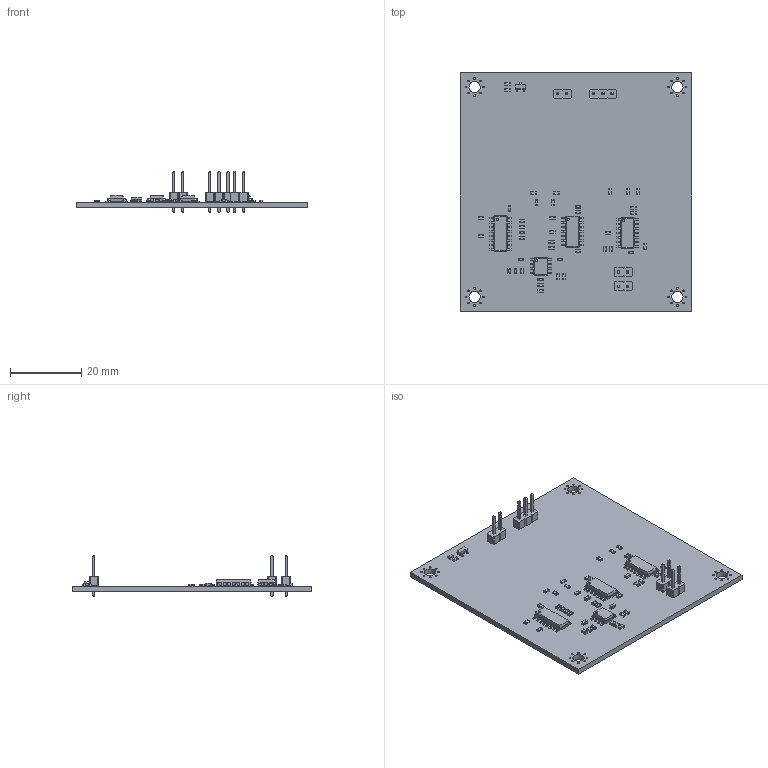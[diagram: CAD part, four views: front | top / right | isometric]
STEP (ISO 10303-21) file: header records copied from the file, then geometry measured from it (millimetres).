
FILE_DESCRIPTION(('KiCad electronic assembly'),'2;1');
FILE_NAME('LCR_meter.step','2024-09-22T20:46:01',('Pcbnew'),('Kicad'), 'Open CASCADE STEP processor 7.6','KiCad to STEP converter','Unknown' );
FILE_SCHEMA(('AUTOMOTIVE_DESIGN { 1 0 10303 214 1 1 1 1 }'));
Length unit declared in the file: millimetre
Products named in the file (18): LCR_meter 1; SOIC-8_3.9x4.9mm_P1.27mm; SOIC_8_39x49mm_P127mm; R_0603_1608Metric; SOIC-16_3.9x9.9mm_P1.27mm; SOIC_16_39x99mm_P127mm; C_0603_1608Metric; SOIC-14_3.9x8.7mm_P1.27mm; SOIC_14_39x87mm_P127mm; SOT-23; SOT_23; PinHeader_1x03_P2.54mm_Vertical; PinHeader_1x03_P254mm_Vertical; PinHeader_1x02_P2.54mm_Vertical; PinHeader_1x02_P254mm_Vertical; LCR_meter_PCB
Assembly tree (58 placements, depth 3):
  LCR_meter 1
    SOIC-8_3.9x4.9mm_P1.27mm
      SOIC_8_39x49mm_P127mm
    R_0603_1608Metric  x33
      R_0603_1608Metric
    SOIC-16_3.9x9.9mm_P1.27mm
      SOIC_16_39x99mm_P127mm
    C_0603_1608Metric  x7
      C_0603_1608Metric
    SOIC-14_3.9x8.7mm_P1.27mm  x2
      SOIC_14_39x87mm_P127mm
    SOT-23
      SOT_23
    PinHeader_1x03_P2.54mm_Vertical
      PinHeader_1x03_P254mm_Vertical
    PinHeader_1x02_P2.54mm_Vertical  x3
      PinHeader_1x02_P254mm_Vertical
    LCR_meter_PCB
Bounding box: 65 x 67 x 11.54 mm (x, y, z)
Volume: 7302.3 mm3; surface area: 10424.7 mm2
Topology: 50 solids, 50 shells, 2337 faces, 6053 edges, 3852 vertices
Faces by surface type: plane 1545, cylinder 617, bspline 175
Full cylindrical faces by diameter (mm): 0.5 x32, 0.6 x4, 1 x9, 3.2 x4
Entity records: 36748 total; most frequent: CARTESIAN_POINT 5735, ORIENTED_EDGE 5104, DIRECTION 4706, EDGE_CURVE 2552, LINE 1960, VECTOR 1960, VERTEX_POINT 1598, AXIS2_PLACEMENT_3D 1373
